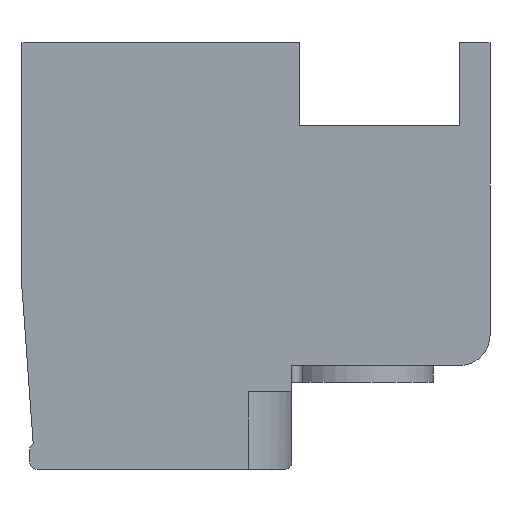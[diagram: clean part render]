
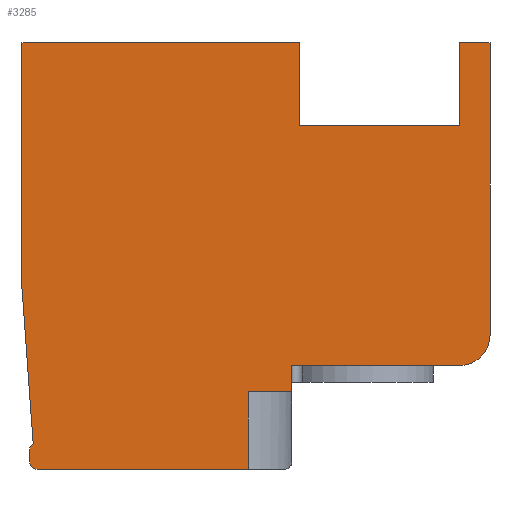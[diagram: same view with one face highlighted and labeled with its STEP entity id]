
A CAD part, front view. The second image highlights one B-rep face of the part: STEP entity #3285.
In plain terms, the highlighted planar face has unit normal (0, -1, 0).
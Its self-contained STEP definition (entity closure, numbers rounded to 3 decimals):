
#1=DIRECTION('',(0.,0.,1.));
#2=VECTOR('',#1,2.05);
#3=CARTESIAN_POINT('',(-0.15,0.,-6.175));
#4=LINE('',#3,#2);
#5=DIRECTION('',(-1.,0.,0.));
#6=VECTOR('',#5,5.6);
#7=CARTESIAN_POINT('',(-0.15,0.,-6.175));
#8=LINE('',#7,#6);
#9=CARTESIAN_POINT('',(-5.75,0.,-5.975));
#10=DIRECTION('',(0.,1.,0.));
#11=DIRECTION('',(0.,0.,-1.));
#12=AXIS2_PLACEMENT_3D('',#9,#10,#11);
#14=DIRECTION('',(0.,0.,1.));
#15=VECTOR('',#14,0.3);
#16=CARTESIAN_POINT('',(-5.95,0.,-5.975));
#17=LINE('',#16,#15);
#18=CARTESIAN_POINT('',(-5.75,0.,-5.675));
#19=DIRECTION('',(0.,1.,0.));
#20=DIRECTION('',(-1.,0.,0.));
#21=AXIS2_PLACEMENT_3D('',#18,#19,#20);
#23=DIRECTION('',(-0.072,0.,0.997));
#24=VECTOR('',#23,4.13);
#25=CARTESIAN_POINT('',(-5.854,0.,-5.504));
#26=LINE('',#25,#24);
#27=DIRECTION('',(0.,0.,1.));
#28=VECTOR('',#27,6.51);
#29=CARTESIAN_POINT('',(-6.15,0.,-1.385));
#30=LINE('',#29,#28);
#31=DIRECTION('',(1.,0.,0.));
#32=VECTOR('',#31,7.35);
#33=CARTESIAN_POINT('',(-6.15,0.,5.125));
#34=LINE('',#33,#32);
#35=DIRECTION('',(0.,0.,-1.));
#36=VECTOR('',#35,2.2);
#37=CARTESIAN_POINT('',(1.2,0.,5.125));
#38=LINE('',#37,#36);
#39=DIRECTION('',(1.,0.,0.));
#40=VECTOR('',#39,4.25);
#41=CARTESIAN_POINT('',(1.2,0.,2.925));
#42=LINE('',#41,#40);
#43=DIRECTION('',(0.,0.,1.));
#44=VECTOR('',#43,2.2);
#45=CARTESIAN_POINT('',(5.45,0.,2.925));
#46=LINE('',#45,#44);
#47=DIRECTION('',(1.,0.,0.));
#48=VECTOR('',#47,0.8);
#49=CARTESIAN_POINT('',(5.45,0.,5.125));
#50=LINE('',#49,#48);
#51=DIRECTION('',(0.,0.,-1.));
#52=VECTOR('',#51,7.75);
#53=CARTESIAN_POINT('',(6.25,0.,5.125));
#54=LINE('',#53,#52);
#55=CARTESIAN_POINT('',(5.45,0.,-2.625));
#56=DIRECTION('',(0.,1.,0.));
#57=DIRECTION('',(1.,0.,0.));
#58=AXIS2_PLACEMENT_3D('',#55,#56,#57);
#60=DIRECTION('',(-1.,0.,0.));
#61=VECTOR('',#60,4.45);
#62=CARTESIAN_POINT('',(5.45,0.,-3.425));
#63=LINE('',#62,#61);
#64=DIRECTION('',(0.,0.,-1.));
#65=VECTOR('',#64,0.7);
#66=CARTESIAN_POINT('',(1.,0.,-3.425));
#67=LINE('',#66,#65);
#68=DIRECTION('',(1.,0.,0.));
#69=VECTOR('',#68,1.15);
#70=CARTESIAN_POINT('',(-0.15,0.,-4.125));
#71=LINE('',#70,#69);
#2516=CARTESIAN_POINT('',(6.25,0.,5.125));
#2517=CARTESIAN_POINT('',(6.25,0.,-2.625));
#2518=VERTEX_POINT('',#2516);
#2519=VERTEX_POINT('',#2517);
#2520=CARTESIAN_POINT('',(5.45,0.,-3.425));
#2521=VERTEX_POINT('',#2520);
#2522=CARTESIAN_POINT('',(1.,0.,-3.425));
#2523=VERTEX_POINT('',#2522);
#2524=CARTESIAN_POINT('',(-5.75,0.,-6.175));
#2525=CARTESIAN_POINT('',(-5.95,0.,-5.975));
#2526=VERTEX_POINT('',#2524);
#2527=VERTEX_POINT('',#2525);
#2528=CARTESIAN_POINT('',(-5.95,0.,-5.675));
#2529=VERTEX_POINT('',#2528);
#2530=CARTESIAN_POINT('',(-5.854,0.,-5.504));
#2531=VERTEX_POINT('',#2530);
#2532=CARTESIAN_POINT('',(-6.15,0.,-1.385));
#2533=VERTEX_POINT('',#2532);
#2534=CARTESIAN_POINT('',(-6.15,0.,5.125));
#2535=VERTEX_POINT('',#2534);
#2536=CARTESIAN_POINT('',(1.2,0.,5.125));
#2537=CARTESIAN_POINT('',(1.2,0.,2.925));
#2538=VERTEX_POINT('',#2536);
#2539=VERTEX_POINT('',#2537);
#2540=CARTESIAN_POINT('',(5.45,0.,2.925));
#2541=VERTEX_POINT('',#2540);
#2542=CARTESIAN_POINT('',(5.45,0.,5.125));
#2543=VERTEX_POINT('',#2542);
#2994=CARTESIAN_POINT('',(-0.15,0.,-6.175));
#2995=CARTESIAN_POINT('',(-0.15,0.,-4.125));
#2996=VERTEX_POINT('',#2994);
#2997=VERTEX_POINT('',#2995);
#2998=CARTESIAN_POINT('',(1.,0.,-4.125));
#2999=VERTEX_POINT('',#2998);
#3244=CARTESIAN_POINT('',(0.,0.,0.));
#3245=DIRECTION('',(0.,1.,0.));
#3246=DIRECTION('',(1.,0.,0.));
#3247=AXIS2_PLACEMENT_3D('',#3244,#3245,#3246);
#3248=PLANE('',#3247);
#3250=ORIENTED_EDGE('',*,*,#3249,.F.);
#3252=ORIENTED_EDGE('',*,*,#3251,.T.);
#3254=ORIENTED_EDGE('',*,*,#3253,.T.);
#3256=ORIENTED_EDGE('',*,*,#3255,.T.);
#3258=ORIENTED_EDGE('',*,*,#3257,.T.);
#3260=ORIENTED_EDGE('',*,*,#3259,.T.);
#3262=ORIENTED_EDGE('',*,*,#3261,.T.);
#3264=ORIENTED_EDGE('',*,*,#3263,.T.);
#3266=ORIENTED_EDGE('',*,*,#3265,.T.);
#3268=ORIENTED_EDGE('',*,*,#3267,.T.);
#3270=ORIENTED_EDGE('',*,*,#3269,.T.);
#3272=ORIENTED_EDGE('',*,*,#3271,.T.);
#3274=ORIENTED_EDGE('',*,*,#3273,.T.);
#3276=ORIENTED_EDGE('',*,*,#3275,.T.);
#3278=ORIENTED_EDGE('',*,*,#3277,.T.);
#3280=ORIENTED_EDGE('',*,*,#3279,.T.);
#3282=ORIENTED_EDGE('',*,*,#3281,.F.);
#3283=EDGE_LOOP('',(#3250,#3252,#3254,#3256,#3258,#3260,#3262,#3264,#3266,#3268,
#3270,#3272,#3274,#3276,#3278,#3280,#3282));
#3284=FACE_OUTER_BOUND('',#3283,.F.);
#3285=ADVANCED_FACE('',(#3284),#3248,.F.);
#13=CIRCLE('',#12,0.2);
#22=CIRCLE('',#21,0.2);
#59=CIRCLE('',#58,0.8);
#3249=EDGE_CURVE('',#2996,#2997,#4,.T.);
#3251=EDGE_CURVE('',#2996,#2526,#8,.T.);
#3253=EDGE_CURVE('',#2526,#2527,#13,.T.);
#3255=EDGE_CURVE('',#2527,#2529,#17,.T.);
#3257=EDGE_CURVE('',#2529,#2531,#22,.T.);
#3259=EDGE_CURVE('',#2531,#2533,#26,.T.);
#3261=EDGE_CURVE('',#2533,#2535,#30,.T.);
#3263=EDGE_CURVE('',#2535,#2538,#34,.T.);
#3265=EDGE_CURVE('',#2538,#2539,#38,.T.);
#3267=EDGE_CURVE('',#2539,#2541,#42,.T.);
#3269=EDGE_CURVE('',#2541,#2543,#46,.T.);
#3271=EDGE_CURVE('',#2543,#2518,#50,.T.);
#3273=EDGE_CURVE('',#2518,#2519,#54,.T.);
#3275=EDGE_CURVE('',#2519,#2521,#59,.T.);
#3277=EDGE_CURVE('',#2521,#2523,#63,.T.);
#3279=EDGE_CURVE('',#2523,#2999,#67,.T.);
#3281=EDGE_CURVE('',#2997,#2999,#71,.T.);
